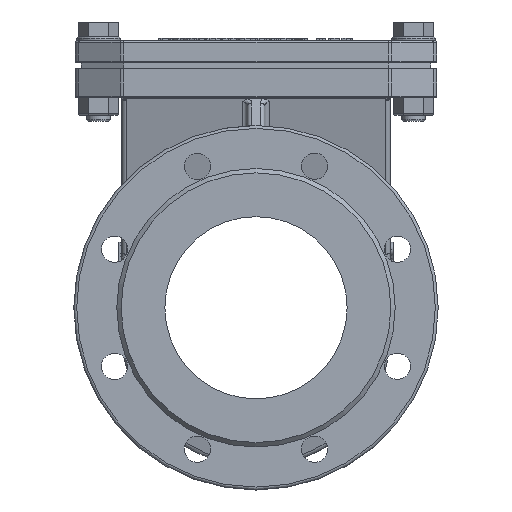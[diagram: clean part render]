
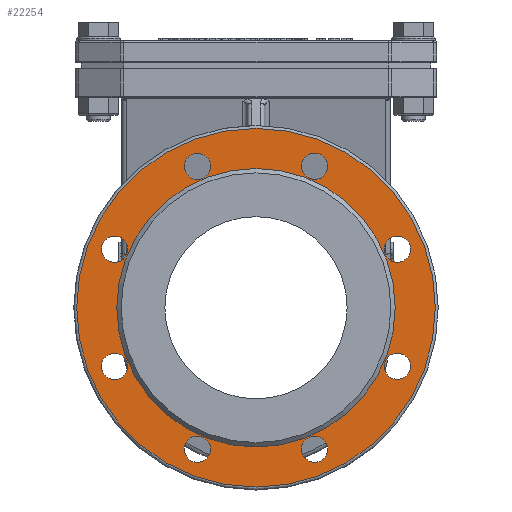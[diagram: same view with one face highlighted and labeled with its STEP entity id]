
A CAD part, front view. The second image highlights one B-rep face of the part: STEP entity #22254.
In plain terms, the highlighted planar face has unit normal (0, -1, 0).
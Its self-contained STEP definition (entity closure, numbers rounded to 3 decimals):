
#515=CIRCLE('',#23460,123.);
#517=CIRCLE('',#23464,95.5);
#518=CIRCLE('',#23465,9.);
#519=CIRCLE('',#23466,9.);
#520=CIRCLE('',#23467,9.);
#521=CIRCLE('',#23468,9.);
#522=CIRCLE('',#23469,9.);
#523=CIRCLE('',#23470,9.);
#524=CIRCLE('',#23471,9.);
#525=CIRCLE('',#23472,9.);
#1102=FACE_BOUND('',#3350,.T.);
#1103=FACE_BOUND('',#3351,.T.);
#1104=FACE_BOUND('',#3352,.T.);
#1105=FACE_BOUND('',#3353,.T.);
#1106=FACE_BOUND('',#3354,.T.);
#1107=FACE_BOUND('',#3355,.T.);
#1108=FACE_BOUND('',#3356,.T.);
#1109=FACE_BOUND('',#3357,.T.);
#1110=FACE_BOUND('',#3358,.T.);
#2112=FACE_OUTER_BOUND('',#3349,.T.);
#3349=EDGE_LOOP('',(#19880));
#3350=EDGE_LOOP('',(#19881));
#3351=EDGE_LOOP('',(#19882));
#3352=EDGE_LOOP('',(#19883));
#3353=EDGE_LOOP('',(#19884));
#3354=EDGE_LOOP('',(#19885));
#3355=EDGE_LOOP('',(#19886));
#3356=EDGE_LOOP('',(#19887));
#3357=EDGE_LOOP('',(#19888));
#3358=EDGE_LOOP('',(#19889));
#10495=VERTEX_POINT('',#41995);
#10497=VERTEX_POINT('',#42001);
#10498=VERTEX_POINT('',#42003);
#10499=VERTEX_POINT('',#42005);
#10500=VERTEX_POINT('',#42007);
#10501=VERTEX_POINT('',#42009);
#10502=VERTEX_POINT('',#42011);
#10503=VERTEX_POINT('',#42013);
#10504=VERTEX_POINT('',#42015);
#10505=VERTEX_POINT('',#42017);
#13692=EDGE_CURVE('',#10495,#10495,#515,.T.);
#13694=EDGE_CURVE('',#10497,#10497,#517,.T.);
#13695=EDGE_CURVE('',#10498,#10498,#518,.T.);
#13696=EDGE_CURVE('',#10499,#10499,#519,.T.);
#13697=EDGE_CURVE('',#10500,#10500,#520,.T.);
#13698=EDGE_CURVE('',#10501,#10501,#521,.T.);
#13699=EDGE_CURVE('',#10502,#10502,#522,.T.);
#13700=EDGE_CURVE('',#10503,#10503,#523,.T.);
#13701=EDGE_CURVE('',#10504,#10504,#524,.T.);
#13702=EDGE_CURVE('',#10505,#10505,#525,.T.);
#19880=ORIENTED_EDGE('',*,*,#13692,.F.);
#19881=ORIENTED_EDGE('',*,*,#13694,.T.);
#19882=ORIENTED_EDGE('',*,*,#13695,.T.);
#19883=ORIENTED_EDGE('',*,*,#13696,.T.);
#19884=ORIENTED_EDGE('',*,*,#13697,.T.);
#19885=ORIENTED_EDGE('',*,*,#13698,.T.);
#19886=ORIENTED_EDGE('',*,*,#13699,.T.);
#19887=ORIENTED_EDGE('',*,*,#13700,.T.);
#19888=ORIENTED_EDGE('',*,*,#13701,.T.);
#19889=ORIENTED_EDGE('',*,*,#13702,.T.);
#21226=PLANE('',#23463);
#22254=ADVANCED_FACE('',(#2112,#1102,#1103,#1104,#1105,#1106,#1107,#1108,
#1109,#1110),#21226,.T.);
#23460=AXIS2_PLACEMENT_3D('',#41996,#27530,#27531);
#23463=AXIS2_PLACEMENT_3D('',#42000,#27536,#27537);
#23464=AXIS2_PLACEMENT_3D('',#42002,#27538,#27539);
#23465=AXIS2_PLACEMENT_3D('',#42004,#27540,#27541);
#23466=AXIS2_PLACEMENT_3D('',#42006,#27542,#27543);
#23467=AXIS2_PLACEMENT_3D('',#42008,#27544,#27545);
#23468=AXIS2_PLACEMENT_3D('',#42010,#27546,#27547);
#23469=AXIS2_PLACEMENT_3D('',#42012,#27548,#27549);
#23470=AXIS2_PLACEMENT_3D('',#42014,#27550,#27551);
#23471=AXIS2_PLACEMENT_3D('',#42016,#27552,#27553);
#23472=AXIS2_PLACEMENT_3D('',#42018,#27554,#27555);
#27530=DIRECTION('center_axis',(0.,1.,0.));
#27531=DIRECTION('ref_axis',(1.,0.,0.));
#27536=DIRECTION('center_axis',(0.,-1.,0.));
#27537=DIRECTION('ref_axis',(0.,0.,-1.));
#27538=DIRECTION('center_axis',(0.,1.,0.));
#27539=DIRECTION('ref_axis',(1.,0.,0.));
#27540=DIRECTION('center_axis',(0.,1.,0.));
#27541=DIRECTION('ref_axis',(1.,0.,0.));
#27542=DIRECTION('center_axis',(0.,1.,0.));
#27543=DIRECTION('ref_axis',(0.707,0.,-0.707));
#27544=DIRECTION('center_axis',(0.,1.,0.));
#27545=DIRECTION('ref_axis',(0.,0.,-1.));
#27546=DIRECTION('center_axis',(0.,1.,0.));
#27547=DIRECTION('ref_axis',(-0.707,0.,-0.707));
#27548=DIRECTION('center_axis',(0.,1.,0.));
#27549=DIRECTION('ref_axis',(-1.,0.,0.));
#27550=DIRECTION('center_axis',(0.,1.,0.));
#27551=DIRECTION('ref_axis',(-0.707,0.,0.707));
#27552=DIRECTION('center_axis',(0.,1.,0.));
#27553=DIRECTION('ref_axis',(0.,0.,
1.));
#27554=DIRECTION('center_axis',(0.,1.,0.));
#27555=DIRECTION('ref_axis',(0.707,0.,0.707));
#41995=CARTESIAN_POINT('',(-123.,-172.,0.));
#41996=CARTESIAN_POINT('Origin',(0.,-172.,0.));
#42000=CARTESIAN_POINT('Origin',(-125.,-172.,0.));
#42001=CARTESIAN_POINT('',(-95.5,-172.,0.));
#42002=CARTESIAN_POINT('Origin',(0.,-172.,0.));
#42003=CARTESIAN_POINT('',(-31.182,-172.,-97.007));
#42004=CARTESIAN_POINT('Origin',(-40.182,-172.,-97.007));
#42005=CARTESIAN_POINT('',(-90.643,-172.,-46.546));
#42006=CARTESIAN_POINT('Origin',(-97.007,-172.,-40.182));
#42007=CARTESIAN_POINT('',(-97.007,-172.,31.182));
#42008=CARTESIAN_POINT('Origin',(-97.007,-172.,40.182));
#42009=CARTESIAN_POINT('',(-46.546,-172.,90.643));
#42010=CARTESIAN_POINT('Origin',(-40.182,-172.,97.007));
#42011=CARTESIAN_POINT('',(31.182,-172.,97.007));
#42012=CARTESIAN_POINT('Origin',(40.182,-172.,97.007));
#42013=CARTESIAN_POINT('',(90.643,-172.,46.546));
#42014=CARTESIAN_POINT('Origin',(97.007,-172.,40.182));
#42015=CARTESIAN_POINT('',(97.007,-172.,-31.182));
#42016=CARTESIAN_POINT('Origin',(97.007,-172.,-40.182));
#42017=CARTESIAN_POINT('',(46.546,-172.,-90.643));
#42018=CARTESIAN_POINT('Origin',(40.182,-172.,-97.007));
